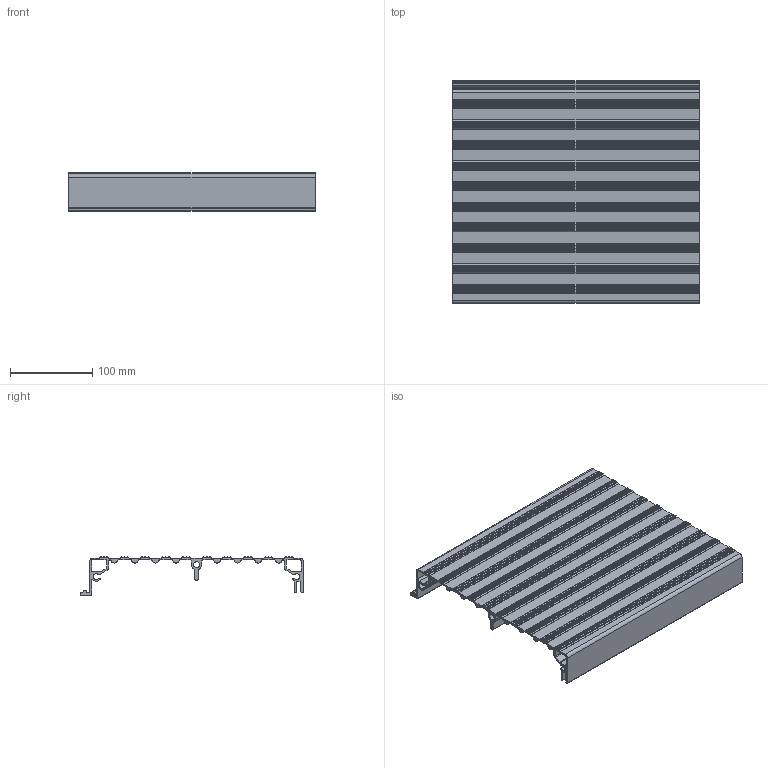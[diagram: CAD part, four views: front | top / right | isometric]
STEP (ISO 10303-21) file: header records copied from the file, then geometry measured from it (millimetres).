
FILE_DESCRIPTION(/* description */ (''),/* implementation_level */ '2;1');
FILE_NAME(/* name */ '10-940-0-300MM.stp',/* time_stamp */ '2024-11-19T08:37:21-05:00',/* author */ ('esanner'),/* organization */ (''),/* preprocessor_version */ 'ST-DEVELOPER v19',/* originating_system */ 'AutoCAD Mechanical',/* authorisation */ '');
FILE_SCHEMA (('AUTOMOTIVE_DESIGN { 1 0 10303 214 3 1 1 }'));
Length unit declared in the file: millimetre
Products named in the file (1): Product
Bounding box: 300 x 271 x 46.5 mm (x, y, z)
Volume: 445869.9 mm3; surface area: 302943.1 mm2
Topology: 1 solids, 1 shells, 303 faces, 950 edges, 649 vertices
Faces by surface type: cylinder 164, plane 139
Full cylindrical faces by diameter (mm): 7.3 x1
Entity records: 11123 total; most frequent: CARTESIAN_POINT 1979, ORIENTED_EDGE 1976, DIRECTION 1962, EDGE_CURVE 988, VERTEX_POINT 687, AXIS2_PLACEMENT_3D 670, LINE 622, VECTOR 622
